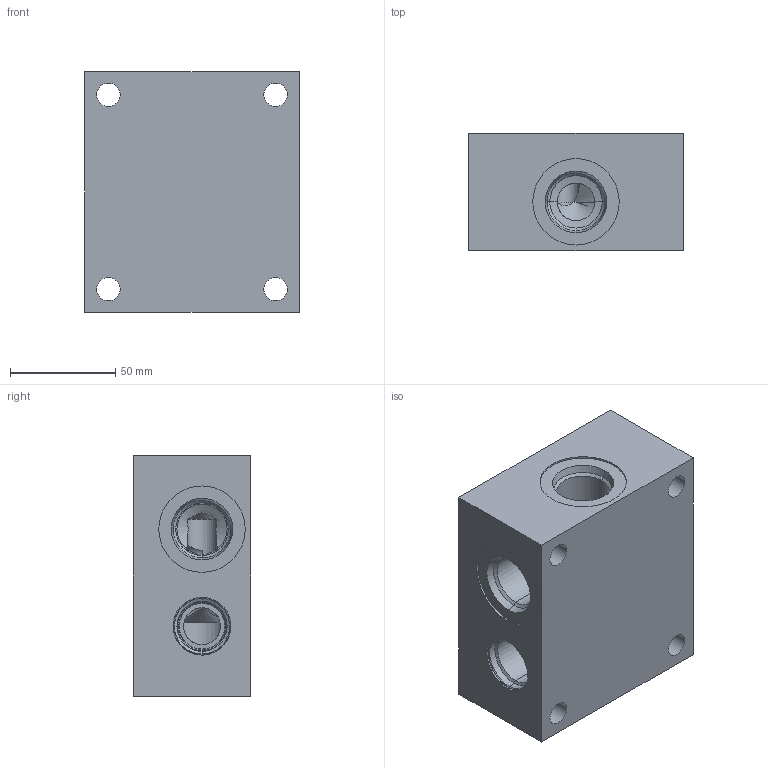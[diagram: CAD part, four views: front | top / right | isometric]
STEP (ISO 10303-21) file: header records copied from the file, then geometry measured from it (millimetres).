
FILE_DESCRIPTION((''),'2;1');
FILE_NAME('CSL_ASM','2021-12-09T',('ProEService'),(''),'PRO/ENGINEER BY PARAMETRIC TECHNOLOGY CORPORATION, 2014200','PRO/ENGINEER BY PARAMETRIC TECHNOLOGY CORPORATION, 2014200','');
FILE_SCHEMA(('CONFIG_CONTROL_DESIGN'));
Length unit declared in the file: inch
Products named in the file (3): 150-849; 340-004; CSL_ASM
Assembly tree (2 placements, depth 2):
  CSL_ASM
    150-849
    340-004
Bounding box: 101.6 x 55.58 x 114.3 mm (x, y, z)
Volume: 508022.5 mm3; surface area: 75536 mm2
Topology: 2 solids, 2 shells, 161 faces, 637 edges, 588 vertices
Faces by surface type: cone 69, cylinder 64, plane 26, torus 2
Entity records: 7326 total; most frequent: CARTESIAN_POINT 2138, DIRECTION 1106, ORIENTED_EDGE 802, EDGE_CURVE 401, VECTOR 388, LINE 388, AXIS2_PLACEMENT_3D 359, VERTEX_POINT 251
